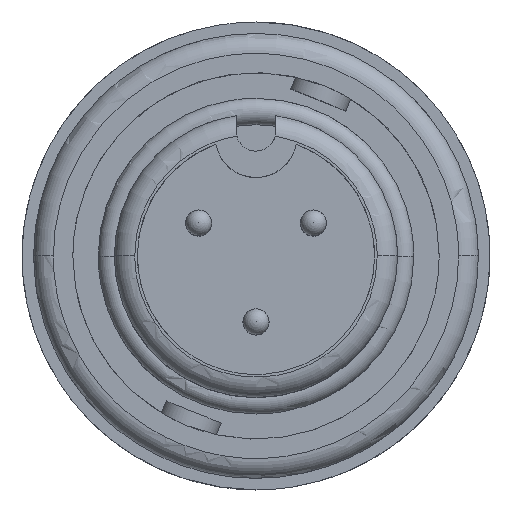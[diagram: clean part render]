
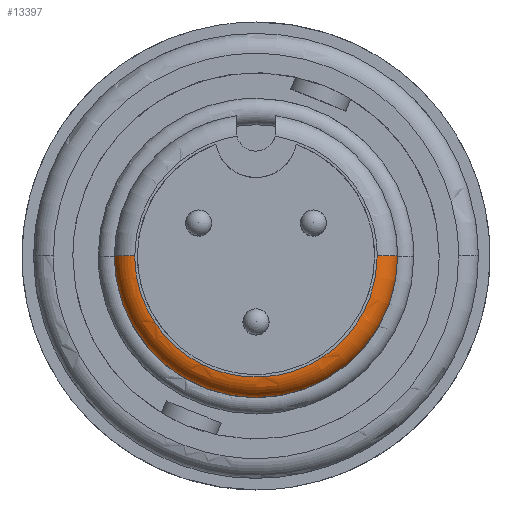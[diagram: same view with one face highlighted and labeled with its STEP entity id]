
A CAD part, top view. The second image highlights one B-rep face of the part: STEP entity #13397.
In plain terms, the highlighted toroidal (fillet/blend) face has major radius 4.674 mm and minor radius 0.787 mm.
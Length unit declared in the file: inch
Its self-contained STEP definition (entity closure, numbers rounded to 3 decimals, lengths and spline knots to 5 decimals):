
#266 = CARTESIAN_POINT ( 'NONE',  ( 0.215, 0., -0.031 ) ) ;
#669 = CARTESIAN_POINT ( 'NONE',  ( -0.04816, -0.17921, 0. ) ) ;
#783 = DIRECTION ( 'NONE',  ( 1., 0., 0. ) ) ;
#789 = DIRECTION ( 'NONE',  ( 0., 0., -1. ) ) ;
#808 = CARTESIAN_POINT ( 'NONE',  ( 0., 0., -0.031 ) ) ;
#2374 = CARTESIAN_POINT ( 'NONE',  ( -0.11308, -0.14714, 0. ) ) ;
#2857 = DIRECTION ( 'NONE',  ( 1., 0., 0. ) ) ;
#2934 = CARTESIAN_POINT ( 'NONE',  ( 0., 0., -0.031 ) ) ;
#3430 = CARTESIAN_POINT ( 'NONE',  ( -0.215, 0., -0.031 ) ) ;
#3475 = VERTEX_POINT ( 'NONE', #3430 ) ;
#3747 = VERTEX_POINT ( 'NONE', #266 ) ;
#4108 = CARTESIAN_POINT ( 'NONE',  ( -0.16078, -0.09267, 0. ) ) ;
#5556 = DIRECTION ( 'NONE',  ( 0., 0., 1. ) ) ;
#5787 = CARTESIAN_POINT ( 'NONE',  ( 0.16078, -0.09267, 0. ) ) ;
#5843 = AXIS2_PLACEMENT_3D ( 'NONE', #808, #789, #783 ) ;
#5861 = CARTESIAN_POINT ( 'NONE',  ( -0.184, -0.02409, 0. ) ) ;
#6054 = CARTESIAN_POINT ( 'NONE',  ( -0.184, 0., -0.031 ) ) ;
#6830 = CIRCLE ( 'NONE', #5843, 0.215 ) ;
#7457 = AXIS2_PLACEMENT_3D ( 'NONE', #8551, #8546, #8522 ) ;
#7459 = CARTESIAN_POINT ( 'NONE',  ( -0.184, 0., 0. ) ) ;
#7522 = CARTESIAN_POINT ( 'NONE',  ( 0.11308, -0.14714, 0. ) ) ;
#7777 = DIRECTION ( 'NONE',  ( -1., 0., 0. ) ) ;
#7906 = CIRCLE ( 'NONE', #7457, 0.031 ) ;
#8056 = VERTEX_POINT ( 'NONE', #7459 ) ;
#8078 = CIRCLE ( 'NONE', #21683, 0.031 ) ;
#8522 = DIRECTION ( 'NONE',  ( 0., 0., -1. ) ) ;
#8546 = DIRECTION ( 'NONE',  ( 0., -1., 0. ) ) ;
#8551 = CARTESIAN_POINT ( 'NONE',  ( 0.184, 0., -0.031 ) ) ;
#8567 = VERTEX_POINT ( 'NONE', #20707 ) ;
#9121 = CARTESIAN_POINT ( 'NONE',  ( 0.184, -0.02409, 0. ) ) ;
#9200 = CARTESIAN_POINT ( 'NONE',  ( 0.04816, -0.17921, 0. ) ) ;
#10548 = ORIENTED_EDGE ( 'NONE', *, *, #20491, .F. ) ;
#10782 = CARTESIAN_POINT ( 'NONE',  ( 0.184, 0., 0. ) ) ;
#10857 = CARTESIAN_POINT ( 'NONE',  ( -0.02409, -0.184, 0. ) ) ;
#11803 = ORIENTED_EDGE ( 'NONE', *, *, #16023, .F. ) ;
#12459 = CARTESIAN_POINT ( 'NONE',  ( -0.09267, -0.16078, 0. ) ) ;
#12556 = ORIENTED_EDGE ( 'NONE', *, *, #15634, .T. ) ;
#12805 = ORIENTED_EDGE ( 'NONE', *, *, #21146, .T. ) ;
#13397 = ADVANCED_FACE ( 'NONE', ( #14223 ), #14921, .T. ) ;
#14115 = CARTESIAN_POINT ( 'NONE',  ( -0.14714, -0.11308, 0. ) ) ;
#14223 = FACE_OUTER_BOUND ( 'NONE', #16022, .T. ) ;
#14487 = B_SPLINE_CURVE_WITH_KNOTS ( 'NONE', 3,
 ( #10782, #9121, #15725, #5787, #17363, #7522, #19057, #9200, #20704, #10857, #669, #12459, #2374, #14115, #4108, #15784, #5861, #17437 ),
 .UNSPECIFIED., .F., .F.,
 ( 4, 2, 2, 2, 2, 2, 2, 2, 4 ),
 ( 0., 0.125, 0.25, 0.375, 0.5, 0.625, 0.75, 0.875, 1. ),
 .UNSPECIFIED. ) ;
#14921 = TOROIDAL_SURFACE ( 'NONE', #15271, 0.184, 0.031 ) ;
#15271 = AXIS2_PLACEMENT_3D ( 'NONE', #2934, #5556, #2857 ) ;
#15634 = EDGE_CURVE ( 'NONE', #3747, #8567, #7906, .T. ) ;
#15725 = CARTESIAN_POINT ( 'NONE',  ( 0.17921, -0.04816, 0. ) ) ;
#15784 = CARTESIAN_POINT ( 'NONE',  ( -0.17921, -0.04816, 0. ) ) ;
#16022 = EDGE_LOOP ( 'NONE', ( #10548, #11803, #12556, #12805 ) ) ;
#16023 = EDGE_CURVE ( 'NONE', #3747, #3475, #6830, .T. ) ;
#17363 = CARTESIAN_POINT ( 'NONE',  ( 0.14714, -0.11308, 0. ) ) ;
#17437 = CARTESIAN_POINT ( 'NONE',  ( -0.184, 0., 0. ) ) ;
#17630 = DIRECTION ( 'NONE',  ( 0., 1., 0. ) ) ;
#19057 = CARTESIAN_POINT ( 'NONE',  ( 0.09267, -0.16078, 0. ) ) ;
#20491 = EDGE_CURVE ( 'NONE', #3475, #8056, #8078, .T. ) ;
#20704 = CARTESIAN_POINT ( 'NONE',  ( 0.02409, -0.184, 0. ) ) ;
#20707 = CARTESIAN_POINT ( 'NONE',  ( 0.184, 0., 0. ) ) ;
#21146 = EDGE_CURVE ( 'NONE', #8567, #8056, #14487, .T. ) ;
#21683 = AXIS2_PLACEMENT_3D ( 'NONE', #6054, #17630, #7777 ) ;
